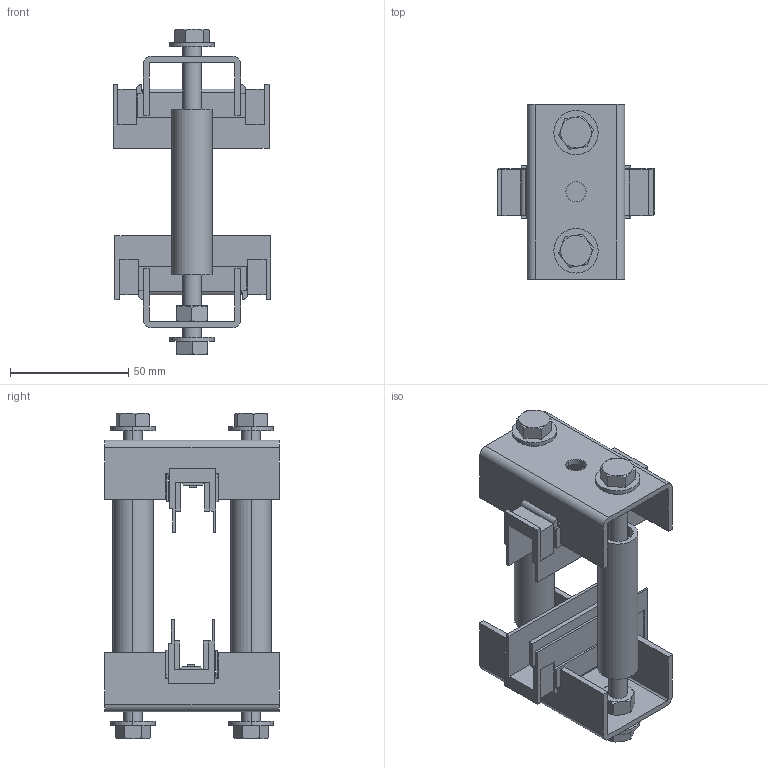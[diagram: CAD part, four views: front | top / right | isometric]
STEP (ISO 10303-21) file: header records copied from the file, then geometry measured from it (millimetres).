
FILE_DESCRIPTION(('STEP AP203'),'1');
FILE_NAME('abs1-10mod.stp','2024-06-16T08:43:17',('TraceParts'),('TraceParts S.A.'),'Spatial InterOp 3D',' ',' ');
FILE_SCHEMA(('CONFIG_CONTROL_DESIGN'));
Length unit declared in the file: millimetre
Products named in the file (1): 1
Bounding box: 66.8 x 74 x 137.86 mm (x, y, z)
Volume: 97181 mm3; surface area: 87488.5 mm2
Topology: 23 solids, 23 shells, 445 faces, 1071 edges, 684 vertices
Faces by surface type: plane 276, cone 93, cylinder 76
Entity records: 13111 total; most frequent: CARTESIAN_POINT 2612, ORIENTED_EDGE 2142, DIRECTION 2121, EDGE_CURVE 1071, AXIS2_PLACEMENT_3D 711, LINE 699, VECTOR 699, VERTEX_POINT 684
